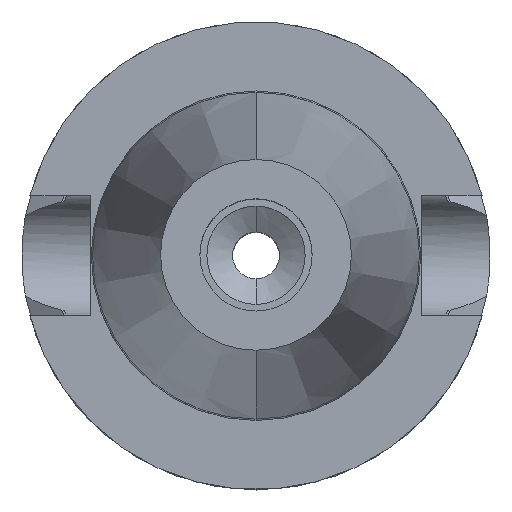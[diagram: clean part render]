
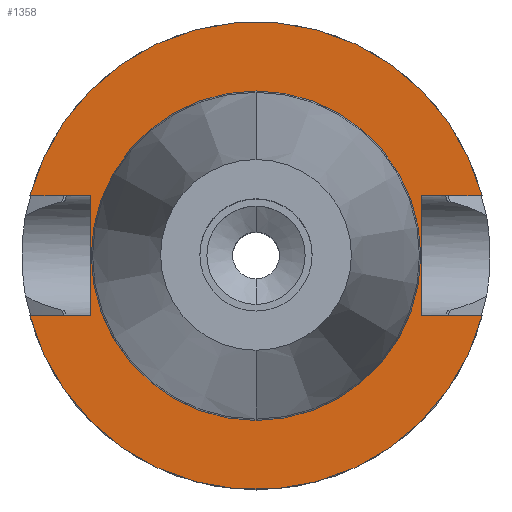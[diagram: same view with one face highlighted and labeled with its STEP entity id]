
A CAD part, top view. The second image highlights one B-rep face of the part: STEP entity #1358.
In plain terms, the highlighted planar face has unit normal (0, 0, 1).
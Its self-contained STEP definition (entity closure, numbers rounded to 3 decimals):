
#278=CARTESIAN_POINT('',(0.,0.,-3.));
#279=DIRECTION('',(0.,0.,1.));
#280=DIRECTION('',(0.966,0.257,0.));
#281=AXIS2_PLACEMENT_3D('',#278,#279,#280);
#293=CARTESIAN_POINT('',(0.,0.,-3.));
#294=DIRECTION('',(0.,0.,1.));
#295=DIRECTION('',(-0.966,-0.257,0.));
#296=AXIS2_PLACEMENT_3D('',#293,#294,#295);
#316=DIRECTION('',(0.,1.,0.));
#317=VECTOR('',#316,25.7);
#318=CARTESIAN_POINT('',(-35.4,-12.85,-3.));
#319=LINE('',#318,#317);
#323=DIRECTION('',(1.,0.,0.));
#324=VECTOR('',#323,12.921);
#325=CARTESIAN_POINT('',(-48.321,12.85,-3.));
#326=LINE('',#325,#324);
#330=DIRECTION('',(-1.,0.,0.));
#331=VECTOR('',#330,12.921);
#332=CARTESIAN_POINT('',(48.321,12.85,-3.));
#333=LINE('',#332,#331);
#337=DIRECTION('',(0.,1.,0.));
#338=VECTOR('',#337,25.7);
#339=CARTESIAN_POINT('',(35.4,-12.85,-3.));
#340=LINE('',#339,#338);
#344=DIRECTION('',(-1.,0.,0.));
#345=VECTOR('',#344,12.921);
#346=CARTESIAN_POINT('',(48.321,-12.85,-3.));
#347=LINE('',#346,#345);
#351=DIRECTION('',(1.,0.,0.));
#352=VECTOR('',#351,12.921);
#353=CARTESIAN_POINT('',(-48.321,-12.85,-3.));
#354=LINE('',#353,#352);
#372=CARTESIAN_POINT('',(0.,0.,-3.));
#373=DIRECTION('',(0.,0.,1.));
#374=DIRECTION('',(0.,1.,0.));
#375=AXIS2_PLACEMENT_3D('',#372,#373,#374);
#380=CARTESIAN_POINT('',(0.,0.,-3.));
#381=DIRECTION('',(0.,0.,-1.));
#382=DIRECTION('',(0.,1.,0.));
#383=AXIS2_PLACEMENT_3D('',#380,#381,#382);
#963=CARTESIAN_POINT('',(0.,35.091,-3.));
#965=VERTEX_POINT('',#963);
#973=CARTESIAN_POINT('',(0.,-35.091,-3.));
#975=VERTEX_POINT('',#973);
#1007=CARTESIAN_POINT('',(48.321,12.85,-3.));
#1008=VERTEX_POINT('',#1007);
#1009=CARTESIAN_POINT('',(48.321,-12.85,-3.));
#1010=VERTEX_POINT('',#1009);
#1011=CARTESIAN_POINT('',(35.4,-12.85,-3.));
#1012=CARTESIAN_POINT('',(35.4,12.85,-3.));
#1013=VERTEX_POINT('',#1011);
#1014=VERTEX_POINT('',#1012);
#1035=CARTESIAN_POINT('',(-48.321,12.85,-3.));
#1036=VERTEX_POINT('',#1035);
#1037=CARTESIAN_POINT('',(-48.321,-12.85,-3.));
#1038=VERTEX_POINT('',#1037);
#1039=CARTESIAN_POINT('',(-35.4,-12.85,-3.));
#1040=CARTESIAN_POINT('',(-35.4,12.85,-3.));
#1041=VERTEX_POINT('',#1039);
#1042=VERTEX_POINT('',#1040);
#1333=CARTESIAN_POINT('',(0.,0.,-3.));
#1334=DIRECTION('',(0.,0.,-1.));
#1335=DIRECTION('',(0.,-1.,0.));
#1336=AXIS2_PLACEMENT_3D('',#1333,#1334,#1335);
#1337=PLANE('',#1336);
#1339=ORIENTED_EDGE('',*,*,#1338,.T.);
#1340=ORIENTED_EDGE('',*,*,#1292,.F.);
#1341=ORIENTED_EDGE('',*,*,#1313,.F.);
#1342=ORIENTED_EDGE('',*,*,#1246,.T.);
#1344=ORIENTED_EDGE('',*,*,#1343,.F.);
#1346=ORIENTED_EDGE('',*,*,#1345,.F.);
#1347=ORIENTED_EDGE('',*,*,#1325,.F.);
#1349=ORIENTED_EDGE('',*,*,#1348,.T.);
#1350=EDGE_LOOP('',(#1339,#1340,#1341,#1342,#1344,#1346,#1347,#1349));
#1351=FACE_OUTER_BOUND('',#1350,.F.);
#1353=ORIENTED_EDGE('',*,*,#1352,.T.);
#1355=ORIENTED_EDGE('',*,*,#1354,.F.);
#1356=EDGE_LOOP('',(#1353,#1355));
#1357=FACE_BOUND('',#1356,.F.);
#282=CIRCLE('',#281,50.);
#297=CIRCLE('',#296,50.);
#376=CIRCLE('',#375,35.091);
#384=CIRCLE('',#383,35.091);
#1246=EDGE_CURVE('',#1008,#1014,#333,.T.);
#1292=EDGE_CURVE('',#1036,#1042,#326,.T.);
#1313=EDGE_CURVE('',#1008,#1036,#282,.T.);
#1325=EDGE_CURVE('',#1038,#1010,#297,.T.);
#1338=EDGE_CURVE('',#1041,#1042,#319,.T.);
#1343=EDGE_CURVE('',#1013,#1014,#340,.T.);
#1345=EDGE_CURVE('',#1010,#1013,#347,.T.);
#1348=EDGE_CURVE('',#1038,#1041,#354,.T.);
#1352=EDGE_CURVE('',#965,#975,#376,.T.);
#1354=EDGE_CURVE('',#965,#975,#384,.T.);
#1358=ADVANCED_FACE('',(#1351,#1357),#1337,.F.);
